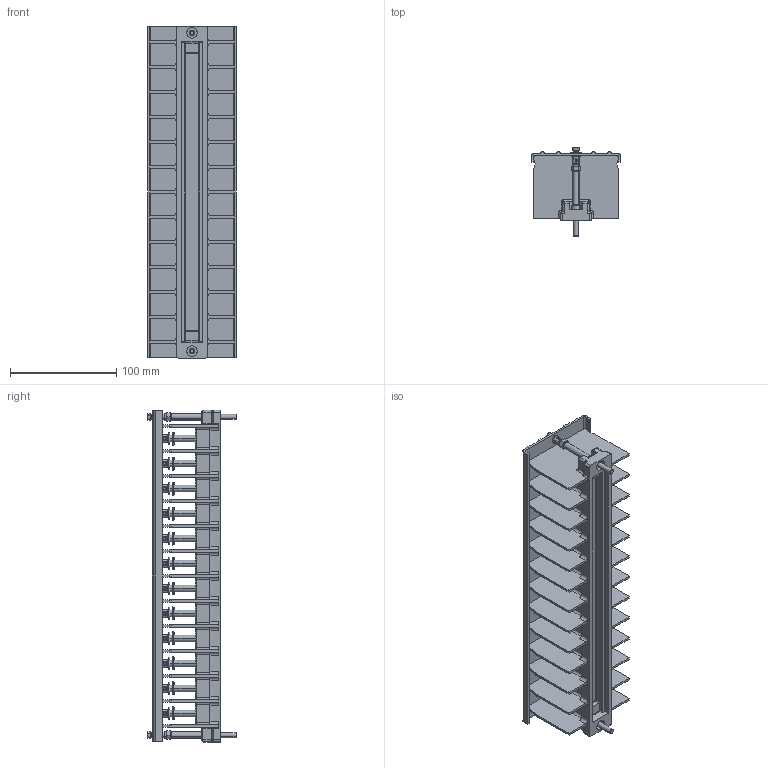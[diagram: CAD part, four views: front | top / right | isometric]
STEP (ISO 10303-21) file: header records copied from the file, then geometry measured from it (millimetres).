
FILE_DESCRIPTION((''),'2;1');
FILE_NAME('32426122000','2019-09-24T',('presta_be4'),(''),'PRO/ENGINEER BY PARAMETRIC TECHNOLOGY CORPORATION, 2014310','PRO/ENGINEER BY PARAMETRIC TECHNOLOGY CORPORATION, 2014310','');
FILE_SCHEMA(('CONFIG_CONTROL_DESIGN'));
Products named in the file (1): 32426122000
Bounding box: 83.2 x 83.81 x 312.2 mm (x, y, z)
Volume: 331696.3 mm3; surface area: 230921.3 mm2
Topology: 13 solids, 13 shells, 1750 faces, 4848 edges, 3140 vertices
Faces by surface type: cylinder 709, plane 701, cone 230, torus 58, bspline 52
Entity records: 116025 total; most frequent: CARTESIAN_POINT 72853, ORIENTED_EDGE 9680, DIRECTION 8268, EDGE_CURVE 4840, VERTEX_POINT 3140, AXIS2_PLACEMENT_3D 3074, VECTOR 2120, LINE 2120
